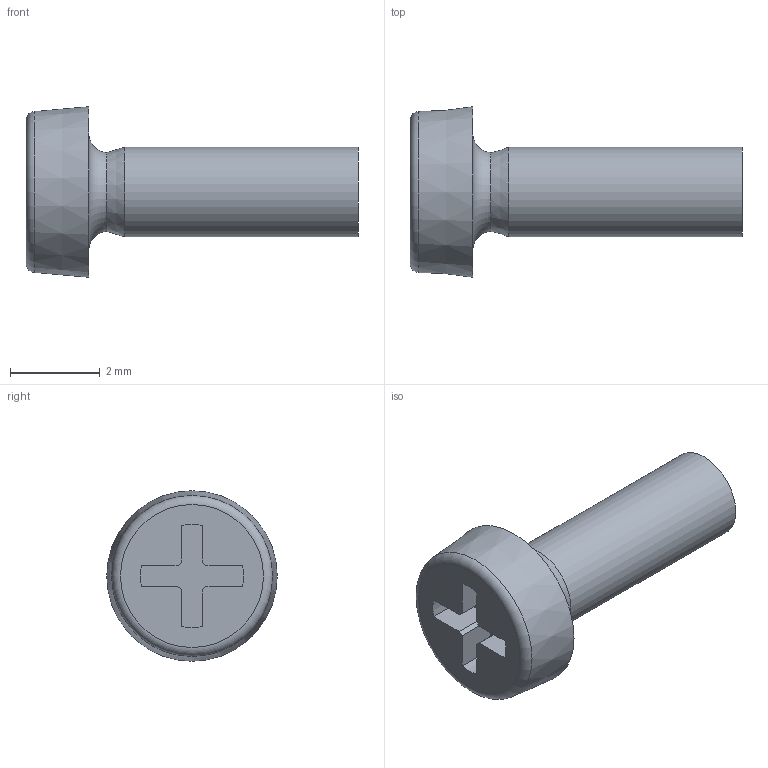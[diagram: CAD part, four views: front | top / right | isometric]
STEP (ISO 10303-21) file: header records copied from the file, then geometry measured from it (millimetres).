
FILE_DESCRIPTION(/* description */ ('STEP AP214'),/* implementation_level */ '2;1');
FILE_NAME(/* name */ 'BN 381 1152211 cross recessed cheese head machine screw M2x6',/* time_stamp */ '2022-12-28T13:32:19+01:00',/* author */ ('License CC BY-ND 4.0'),/* organization */ ('CADENAS'),/* preprocessor_version */ 'ST-DEVELOPER v18.102',/* originating_system */ 'PARTsolutions',/* authorisation */ ' ');
FILE_SCHEMA (('AUTOMOTIVE_DESIGN {1 0 10303 214 3 1 1}'));
Length unit declared in the file: millimetre
Products named in the file (1): BN 381 1152211 cross recessed cheese head machine screw M2x6
Bounding box: 7.4 x 3.8 x 3.8 mm (x, y, z)
Volume: 31.7 mm3; surface area: 81.8 mm2
Topology: 1 solids, 1 shells, 25 faces, 60 edges, 39 vertices
Faces by surface type: plane 16, cylinder 5, torus 2, cone 2
Full cylindrical faces by diameter (mm): 2 x1
Entity records: 730 total; most frequent: DIRECTION 122, CARTESIAN_POINT 120, ORIENTED_EDGE 110, EDGE_CURVE 55, AXIS2_PLACEMENT_3D 41, LINE 40, VECTOR 40, VERTEX_POINT 39
